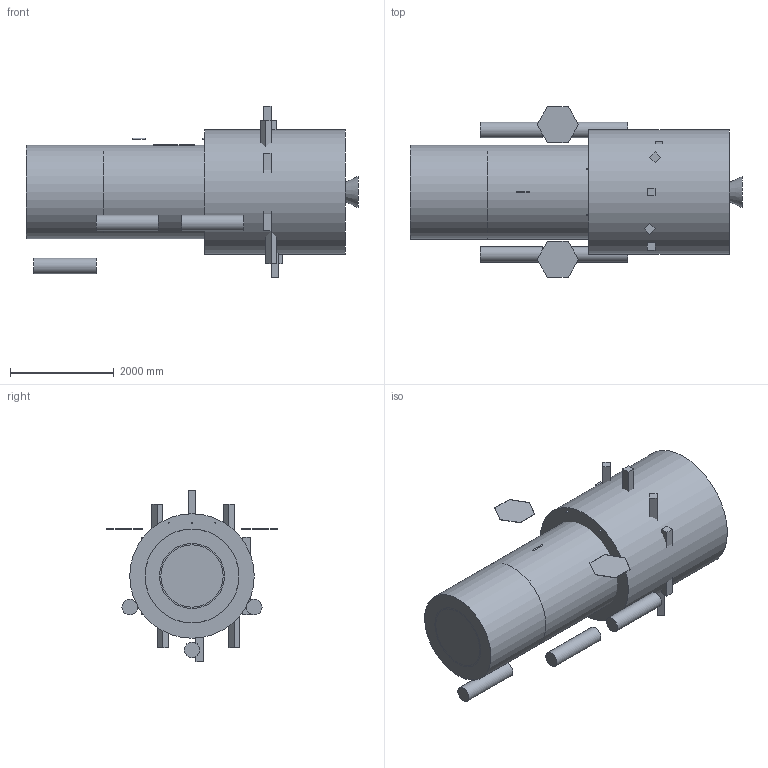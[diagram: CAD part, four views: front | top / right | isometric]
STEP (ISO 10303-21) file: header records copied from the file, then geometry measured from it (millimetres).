
FILE_DESCRIPTION(('FreeCAD Model'),'2;1');
FILE_NAME('Open CASCADE Shape Model','2025-11-14T04:10:48',('Author'),( ''),'Open CASCADE STEP processor 7.8','FreeCAD','Unknown');
FILE_SCHEMA(('AUTOMOTIVE_DESIGN { 1 0 10303 214 1 1 1 1 }'));
Length unit declared in the file: millimetre
Products named in the file (72): Moderator; DFD_Ship; Hull_Shell_fallback; Cockpit; Reactor; Nozzle; Tank; Wing_Left; Wing_Right; Fin; Carbon_Shield_Fallback; Ablative_Shield; Solar_Right; Antenna1; Antenna2; Antenna3; Sensor1; Sensor2; Propulsor_Asm; Ring_0; Ring_1; Ring_2; Ring_3; Ring_4; Ring_5; Ring_6; Ring_7; Ring_8; Ring_9; Coil_0; Coil_1; Coil_2; Coil_3; Coil_4; Coil_5; Coil_6; Coil_7; Tungsten_Post_0; Tungsten_Post_1; Tungsten_Post_2 ...
Assembly tree (62 placements, depth 2):
  Moderator
  DFD_Ship
    Hull_Shell_fallback
    Cockpit
    Reactor
    Moderator
    Nozzle
    Tank
    Wing_Left
    Wing_Right
    Fin
    Carbon_Shield_Fallback
    Ablative_Shield
    Solar_Right  x2
    Antenna1
    Antenna2
    Antenna3
    Sensor1
    Sensor2
    Propulsor_Asm
    Ring_0
    Ring_1
    Ring_2
    Ring_3
    Ring_4
    Ring_5
    Ring_6
    Ring_7
    Ring_8
    Ring_9
    Coil_0
    Coil_1
    Coil_2
    Coil_3
    Coil_4
    Coil_5
    Coil_6
    Coil_7
    Tungsten_Post_0
    Tungsten_Post_1
    Tungsten_Post_2
    Tungsten_Post_3
    Tungsten_Post_4
    Tungsten_Post_5
    Truss_0
    Truss_1
    Truss_2
    Truss_3
    Truss_4
    Leg_Side__1
    Leg_Side2__1
    Leg_Side_1
    Leg_Side2_1
    Leg_Front
    Bulkhead_1
    Bulkhead_2
    Bulkhead_3
    Rib_0
    Rib_1
    Rib_2
Bounding box: 6400 x 3292.82 x 3300 mm (x, y, z)
Surface area: 442921173.8 mm2
Topology: 73 solids, 77 shells, 292 faces, 473 edges, 311 vertices
Faces by surface type: plane 216, cylinder 46, cone 15, torus 13, sphere 2
Full cylindrical faces by diameter (mm): 15 x3, 20 x12, 150 x5, 300 x5, 600 x3, 1500 x1, 1590 x3, 1760 x3, 1800 x2, 1806 x2, 1810 x2, 2250 x2, 2400 x3
Entity records: 17557 total; most frequent: CARTESIAN_POINT 5518, DIRECTION 2113, LINE 960, VECTOR 960, ORIENTED_EDGE 894, PCURVE 894, DEFINITIONAL_REPRESENTATION 894, AXIS2_PLACEMENT_3D 507
